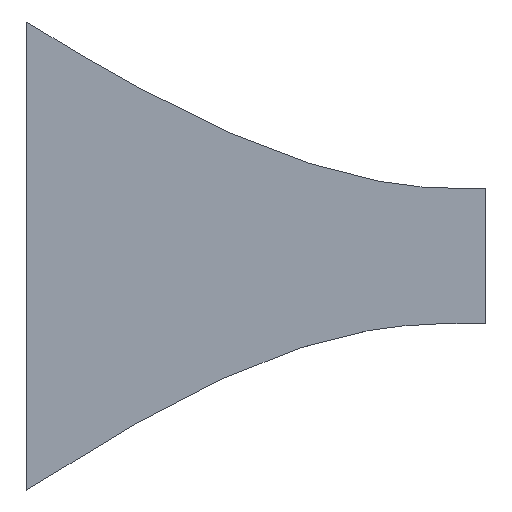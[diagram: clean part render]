
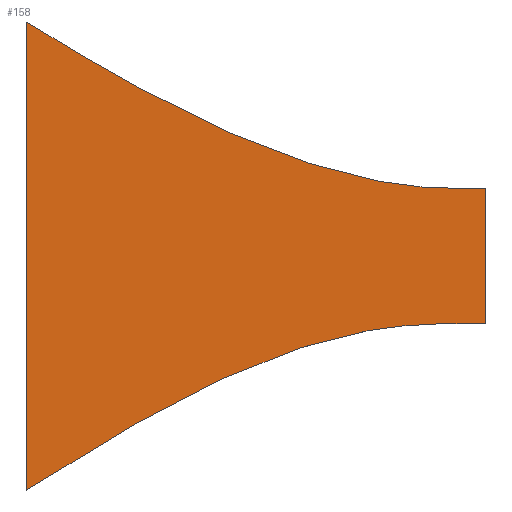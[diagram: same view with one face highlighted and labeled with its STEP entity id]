
A CAD part, top view. The second image highlights one B-rep face of the part: STEP entity #158.
In plain terms, the highlighted planar face has unit normal (0, 0, 1).
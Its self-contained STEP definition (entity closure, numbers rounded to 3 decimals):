
#5 = VECTOR ( 'NONE', #101, 1000. ) ;
#7 = DIRECTION ( 'NONE',  ( 0., -1., 0. ) ) ;
#12 = CARTESIAN_POINT ( 'NONE',  ( 624.29, 17.143, 0.5 ) ) ;
#14 = CARTESIAN_POINT ( 'NONE',  ( 576.986, 26.456, 0.5 ) ) ;
#18 = VECTOR ( 'NONE', #7, 1000. ) ;
#24 = CARTESIAN_POINT ( 'NONE',  ( 513.445, -59.515, 0.5 ) ) ;
#26 = LINE ( 'NONE', #46, #18 ) ;
#28 = CARTESIAN_POINT ( 'NONE',  ( 541.972, -41.408, 0.5 ) ) ;
#32 = CARTESIAN_POINT ( 'NONE',  ( 513.445, 59.549, 0.5 ) ) ;
#39 = CARTESIAN_POINT ( 'NONE',  ( 630.06, 17.231, 0.5 ) ) ;
#44 = EDGE_CURVE ( 'NONE', #184, #196, #26, .T. ) ;
#46 = CARTESIAN_POINT ( 'NONE',  ( 513.445, 59.549, 0.5 ) ) ;
#53 = CARTESIAN_POINT ( 'NONE',  ( 623.249, 16.643, 0.5 ) ) ;
#55 = CARTESIAN_POINT ( 'NONE',  ( 580.468, 20.423, 0.5 ) ) ;
#70 = EDGE_CURVE ( 'NONE', #196, #132, #193, .T. ) ;
#84 = CARTESIAN_POINT ( 'NONE',  ( 542.806, 41.207, 0.5 ) ) ;
#93 = EDGE_LOOP ( 'NONE', ( #205, #208, #137, #109 ) ) ;
#99 = CARTESIAN_POINT ( 'NONE',  ( 623.46, -16.966, 0.5 ) ) ;
#101 = DIRECTION ( 'NONE',  ( 0., 1., 0. ) ) ;
#104 = CARTESIAN_POINT ( 'NONE',  ( 630.06, -17.207, 0.5 ) ) ;
#109 = ORIENTED_EDGE ( 'NONE', *, *, #118, .T. ) ;
#114 = EDGE_CURVE ( 'NONE', #202, #184, #214, .T. ) ;
#118 = EDGE_CURVE ( 'NONE', #132, #202, #165, .T. ) ;
#120 = DIRECTION ( 'NONE',  ( 0., 0., -1. ) ) ;
#122 = CARTESIAN_POINT ( 'NONE',  ( 630.06, 17.231, 0.5 ) ) ;
#123 = CARTESIAN_POINT ( 'NONE',  ( 513.445, 59.549, 0.5 ) ) ;
#130 = AXIS2_PLACEMENT_3D ( 'NONE', #14, #120, #147 ) ;
#132 = VERTEX_POINT ( 'NONE', #104 ) ;
#137 = ORIENTED_EDGE ( 'NONE', *, *, #70, .T. ) ;
#141 = CARTESIAN_POINT ( 'NONE',  ( 624.29, -17.119, 0.5 ) ) ;
#145 = FACE_OUTER_BOUND ( 'NONE', #93, .T. ) ;
#147 = DIRECTION ( 'NONE',  ( -1., 0., 0. ) ) ;
#158 = ADVANCED_FACE ( 'NONE', ( #145 ), #195, .F. ) ;
#161 = CARTESIAN_POINT ( 'NONE',  ( 578.892, -18.86, 0.5 ) ) ;
#162 = CARTESIAN_POINT ( 'NONE',  ( 630.06, -17.207, 0.5 ) ) ;
#165 = LINE ( 'NONE', #192, #5 ) ;
#176 = CARTESIAN_POINT ( 'NONE',  ( 513.445, -59.515, 0.5 ) ) ;
#184 = VERTEX_POINT ( 'NONE', #123 ) ;
#192 = CARTESIAN_POINT ( 'NONE',  ( 630.06, 17.231, 0.5 ) ) ;
#193 = B_SPLINE_CURVE_WITH_KNOTS ( 'NONE', 3,
 ( #176, #28, #161, #99, #141, #162 ),
 .UNSPECIFIED., .F., .F.,
 ( 4, 1, 1, 4 ),
 ( 0., 0.667, 0.757, 0.903 ),
 .UNSPECIFIED. ) ;
#195 = PLANE ( 'NONE',  #130 ) ;
#196 = VERTEX_POINT ( 'NONE', #24 ) ;
#202 = VERTEX_POINT ( 'NONE', #39 ) ;
#205 = ORIENTED_EDGE ( 'NONE', *, *, #114, .T. ) ;
#208 = ORIENTED_EDGE ( 'NONE', *, *, #44, .T. ) ;
#214 = B_SPLINE_CURVE_WITH_KNOTS ( 'NONE', 3,
 ( #122, #12, #53, #55, #84, #32 ),
 .UNSPECIFIED., .F., .F.,
 ( 4, 1, 1, 4 ),
 ( 0., 0.149, 0.24, 0.903 ),
 .UNSPECIFIED. ) ;
